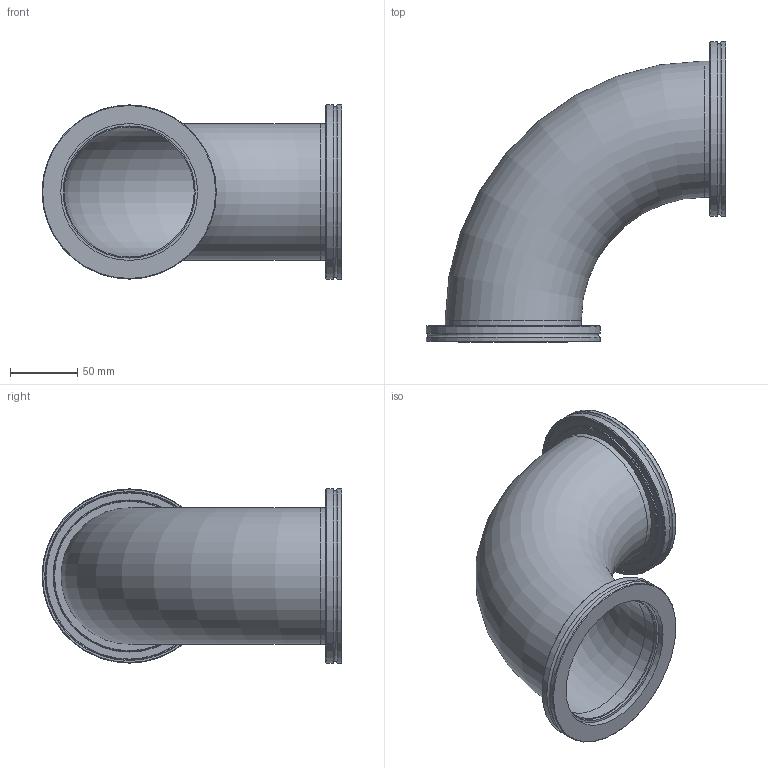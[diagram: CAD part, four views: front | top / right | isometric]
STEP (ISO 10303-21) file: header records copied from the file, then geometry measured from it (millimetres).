
FILE_DESCRIPTION(/* description */ (''),/* implementation_level */ '2;1');
FILE_NAME(/* name */ 'FL-E100LF-158.stp',/* time_stamp */ '2020-06-23T11:31:27+01:00',/* author */ ('Paul'),/* organization */ (''),/* preprocessor_version */ 'ST-DEVELOPER v18.1',/* originating_system */ 'Autodesk Inventor 2021',/* authorisation */ '');
FILE_SCHEMA (('AUTOMOTIVE_DESIGN { 1 0 10303 214 3 1 1 }'));
Length unit declared in the file: millimetre
Products named in the file (3): FL-E100LF-158; tube; FL-100LF-W
Assembly tree (3 placements, depth 2):
  FL-E100LF-158
    tube
    FL-100LF-W  x2
Bounding box: 223.7 x 223.7 x 130 mm (x, y, z)
Volume: 287441.1 mm3; surface area: 196292.2 mm2
Topology: 3 solids, 3 shells, 48 faces, 114 edges, 80 vertices
Faces by surface type: cylinder 18, plane 14, torus 12, cone 4
Full cylindrical faces by diameter (mm): 97 x2, 98.55 x2, 101.5 x2, 101.6 x2, 102.1 x2, 112.5 x2, 125 x2, 130 x4
Entity records: 981 total; most frequent: DIRECTION 187, CARTESIAN_POINT 146, ORIENTED_EDGE 132, AXIS2_PLACEMENT_3D 87, EDGE_CURVE 66, CIRCLE 53, VERTEX_POINT 46, EDGE_LOOP 36
